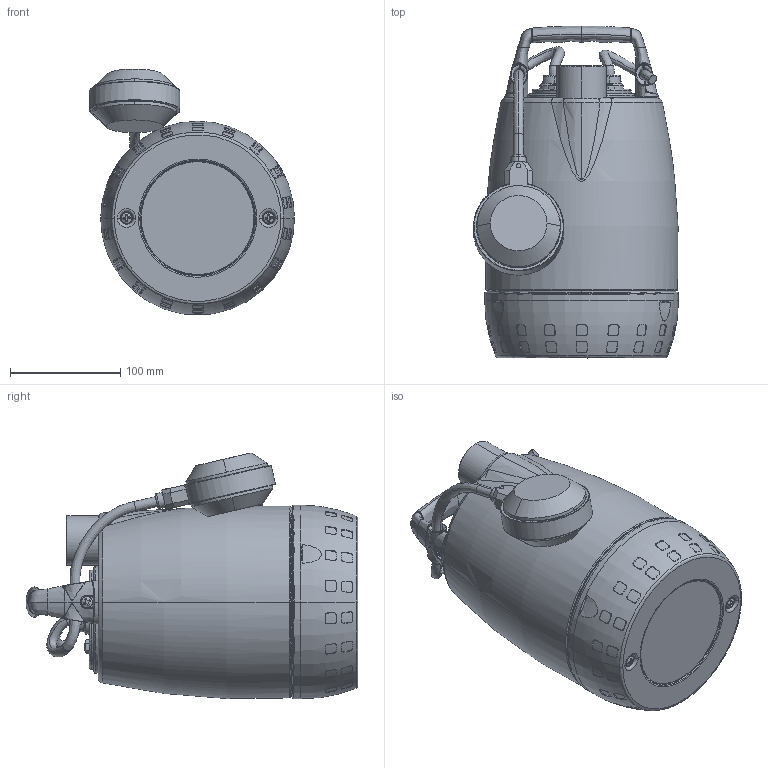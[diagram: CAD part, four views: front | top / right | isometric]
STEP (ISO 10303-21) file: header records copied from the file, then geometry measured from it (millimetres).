
FILE_DESCRIPTION (( 'STEP AP214' ), '1' );
FILE_NAME ('4_93_388_06_REV00.step', '2022-01-31T08:54:43', ( '' ), ( '' ), 'SwSTEP 2.0', 'SolidWorks 2020', '' );
FILE_SCHEMA (( 'AUTOMOTIVE_DESIGN' ));
Length unit declared in the file: millimetre
Products named in the file (3): Copia di Filtro^4_93_388_06_REV00; Copia di 182167^4_93_388_06_REV00; 4_93_388_06_REV00
Assembly tree (2 placements, depth 2):
  4_93_388_06_REV00
    Copia di 182167^4_93_388_06_REV00
    Copia di Filtro^4_93_388_06_REV00
Bounding box: 186.16 x 301.41 x 223.41 mm (x, y, z)
Volume: 5877819.6 mm3; surface area: 315410.5 mm2
Topology: 14 solids, 14 shells, 1508 faces, 3683 edges, 2257 vertices
Faces by surface type: bspline 511, plane 455, cylinder 409, torus 62, cone 55, sphere 16
Entity records: 181283 total; most frequent: CARTESIAN_POINT 151262, ORIENTED_EDGE 7346, DIRECTION 4065, EDGE_CURVE 3673, VERTEX_POINT 2257, B_SPLINE_CURVE_WITH_KNOTS 2050, EDGE_LOOP 1586, ADVANCED_FACE 1508
